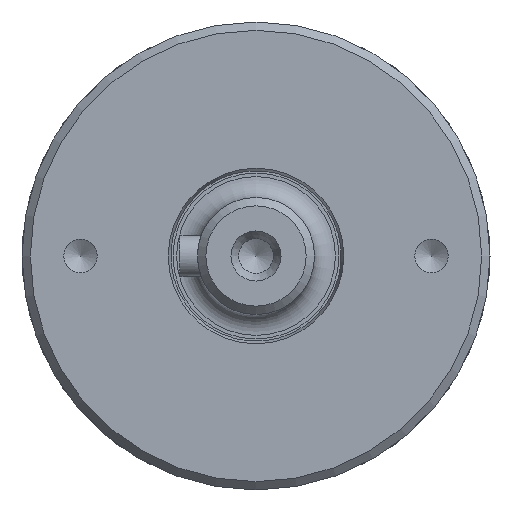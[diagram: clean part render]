
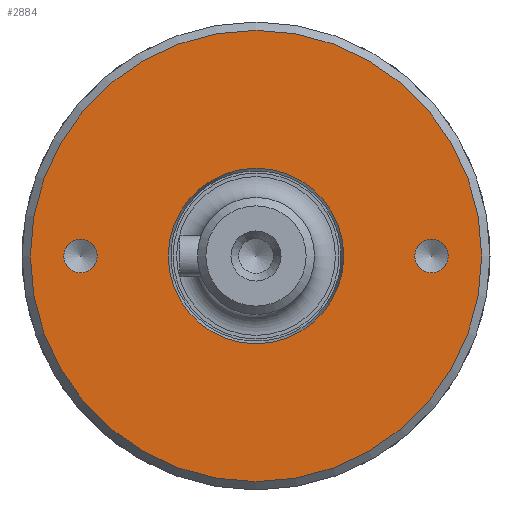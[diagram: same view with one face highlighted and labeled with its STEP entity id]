
A CAD part, left-side view. The second image highlights one B-rep face of the part: STEP entity #2884.
In plain terms, the highlighted planar face has unit normal (-1, 0, 0).
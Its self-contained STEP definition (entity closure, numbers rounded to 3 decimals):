
#216=FACE_BOUND('',#937,.T.);
#217=FACE_BOUND('',#938,.T.);
#218=FACE_BOUND('',#939,.T.);
#773=FACE_OUTER_BOUND('',#936,.T.);
#936=EDGE_LOOP('',(#2051,#2052));
#937=EDGE_LOOP('',(#2053,#2054));
#938=EDGE_LOOP('',(#2055,#2056));
#939=EDGE_LOOP('',(#2057,#2058));
#1135=CIRCLE('',#3097,2.);
#1136=CIRCLE('',#3098,2.);
#1139=CIRCLE('',#3103,2.);
#1140=CIRCLE('',#3104,2.);
#1149=CIRCLE('',#3116,10.5);
#1150=CIRCLE('',#3117,10.5);
#1151=CIRCLE('',#3119,27.);
#1152=CIRCLE('',#3120,27.);
#1295=VERTEX_POINT('',#4322);
#1296=VERTEX_POINT('',#4323);
#1300=VERTEX_POINT('',#4335);
#1301=VERTEX_POINT('',#4336);
#1310=VERTEX_POINT('',#4359);
#1311=VERTEX_POINT('',#4361);
#1312=VERTEX_POINT('',#4365);
#1313=VERTEX_POINT('',#4366);
#1587=EDGE_CURVE('',#1295,#1296,#1135,.T.);
#1588=EDGE_CURVE('',#1296,#1295,#1136,.T.);
#1593=EDGE_CURVE('',#1300,#1301,#1139,.T.);
#1594=EDGE_CURVE('',#1301,#1300,#1140,.T.);
#1605=EDGE_CURVE('',#1311,#1310,#1149,.T.);
#1606=EDGE_CURVE('',#1310,#1311,#1150,.T.);
#1607=EDGE_CURVE('',#1312,#1313,#1151,.T.);
#1608=EDGE_CURVE('',#1313,#1312,#1152,.T.);
#2051=ORIENTED_EDGE('',*,*,#1607,.F.);
#2052=ORIENTED_EDGE('',*,*,#1608,.F.);
#2053=ORIENTED_EDGE('',*,*,#1587,.T.);
#2054=ORIENTED_EDGE('',*,*,#1588,.T.);
#2055=ORIENTED_EDGE('',*,*,#1593,.T.);
#2056=ORIENTED_EDGE('',*,*,#1594,.T.);
#2057=ORIENTED_EDGE('',*,*,#1605,.T.);
#2058=ORIENTED_EDGE('',*,*,#1606,.T.);
#2783=PLANE('',#3118);
#2884=ADVANCED_FACE('',(#773,#216,#217,#218),#2783,.T.);
#3097=AXIS2_PLACEMENT_3D('',#4324,#3466,#3467);
#3098=AXIS2_PLACEMENT_3D('',#4325,#3468,#3469);
#3103=AXIS2_PLACEMENT_3D('',#4337,#3480,#3481);
#3104=AXIS2_PLACEMENT_3D('',#4338,#3482,#3483);
#3116=AXIS2_PLACEMENT_3D('',#4362,#3508,#3509);
#3117=AXIS2_PLACEMENT_3D('',#4363,#3510,#3511);
#3118=AXIS2_PLACEMENT_3D('',#4364,#3512,#3513);
#3119=AXIS2_PLACEMENT_3D('',#4367,#3514,#3515);
#3120=AXIS2_PLACEMENT_3D('',#4368,#3516,#3517);
#3466=DIRECTION('center_axis',(1.,0.,0.));
#3467=DIRECTION('ref_axis',(0.,0.,
-1.));
#3468=DIRECTION('center_axis',(1.,0.,0.));
#3469=DIRECTION('ref_axis',(0.,0.,
-1.));
#3480=DIRECTION('center_axis',(1.,0.,0.));
#3481=DIRECTION('ref_axis',(0.,0.,
-1.));
#3482=DIRECTION('center_axis',(1.,0.,0.));
#3483=DIRECTION('ref_axis',(0.,0.,
-1.));
#3508=DIRECTION('center_axis',(1.,0.,0.));
#3509=DIRECTION('ref_axis',(0.,-1.,0.));
#3510=DIRECTION('center_axis',(1.,0.,0.));
#3511=DIRECTION('ref_axis',(0.,-1.,0.));
#3512=DIRECTION('center_axis',(-1.,0.,0.));
#3513=DIRECTION('ref_axis',(0.,0.,
-1.));
#3514=DIRECTION('center_axis',(1.,0.,0.));
#3515=DIRECTION('ref_axis',(0.,-1.,0.));
#3516=DIRECTION('center_axis',(1.,0.,0.));
#3517=DIRECTION('ref_axis',(0.,-1.,0.));
#4322=CARTESIAN_POINT('',(-101.2,-21.,-2.));
#4323=CARTESIAN_POINT('',(-101.2,-21.,2.));
#4324=CARTESIAN_POINT('Origin',(-101.2,-21.,0.));
#4325=CARTESIAN_POINT('Origin',(-101.2,-21.,0.));
#4335=CARTESIAN_POINT('',(-101.2,21.,-2.));
#4336=CARTESIAN_POINT('',(-101.2,21.,2.));
#4337=CARTESIAN_POINT('Origin',(-101.2,21.,0.));
#4338=CARTESIAN_POINT('Origin',(-101.2,21.,0.));
#4359=CARTESIAN_POINT('',(-101.2,10.5,0.));
#4361=CARTESIAN_POINT('',(-101.2,-10.5,0.));
#4362=CARTESIAN_POINT('Origin',(-101.2,0.,0.));
#4363=CARTESIAN_POINT('Origin',(-101.2,0.,0.));
#4364=CARTESIAN_POINT('Origin',(-101.2,-18.75,0.));
#4365=CARTESIAN_POINT('',(-101.2,-27.,0.));
#4366=CARTESIAN_POINT('',(-101.2,27.,0.));
#4367=CARTESIAN_POINT('Origin',(-101.2,0.,0.));
#4368=CARTESIAN_POINT('Origin',(-101.2,0.,0.));
